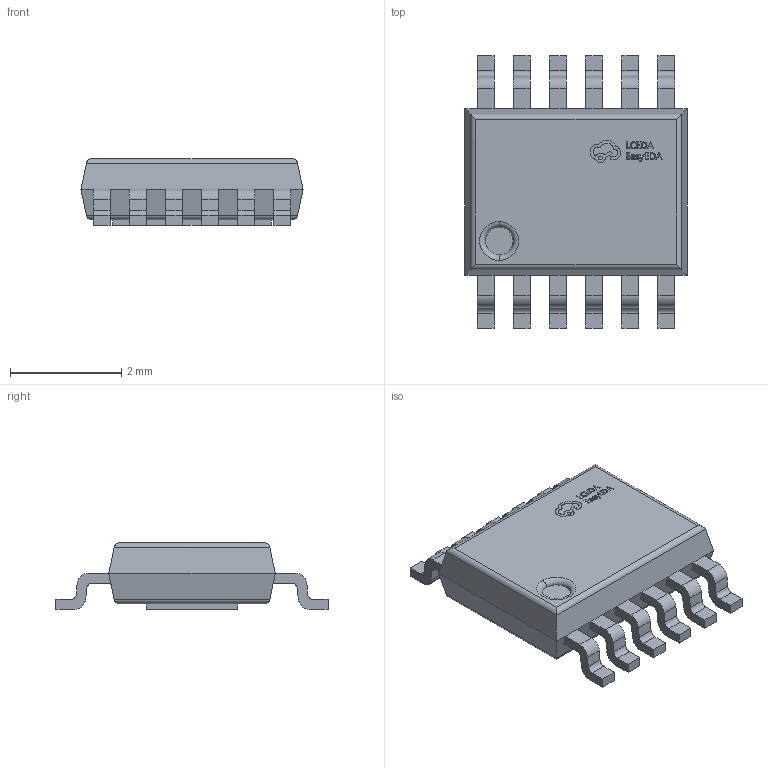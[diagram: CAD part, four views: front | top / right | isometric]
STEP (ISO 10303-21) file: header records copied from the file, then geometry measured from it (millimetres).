
FILE_DESCRIPTION (( 'STEP AP214' ), '1' );
FILE_NAME ('MSOP-12_L4.0-W3.0-H1.1-P0.65-LS4.9-BL-EP.step', '2022-07-26T09:56:50', ( '' ), ( '' ), 'SwSTEP 2.0', 'SolidWorks 2020', '' );
FILE_SCHEMA (( 'AUTOMOTIVE_DESIGN' ));
Length unit declared in the file: millimetre
Products named in the file (1): MSOP-12_L4.0-W3.0-H1.1-P0.65-LS4.9-BL-EP
Bounding box: 4 x 4.9 x 1.2 mm (x, y, z)
Volume: 13.6 mm3; surface area: 52 mm2
Topology: 14 solids, 14 shells, 472 faces, 1269 edges, 834 vertices
Faces by surface type: plane 302, bspline 112, cylinder 56, torus 2
Entity records: 21186 total; most frequent: CARTESIAN_POINT 4704, ORIENTED_EDGE 2538, DIRECTION 1857, EDGE_CURVE 1269, LINE 931, VECTOR 931, VERTEX_POINT 834, EDGE_LOOP 493
